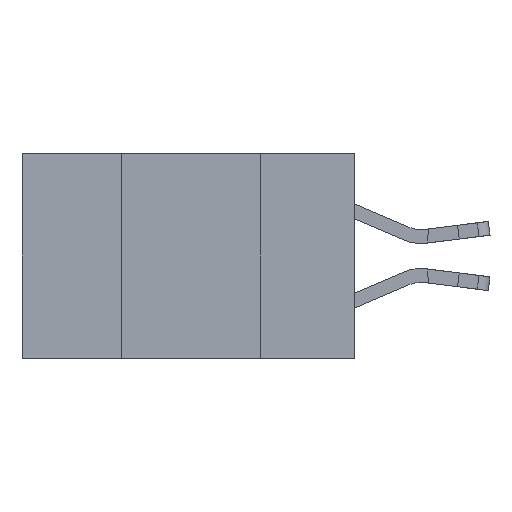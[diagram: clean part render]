
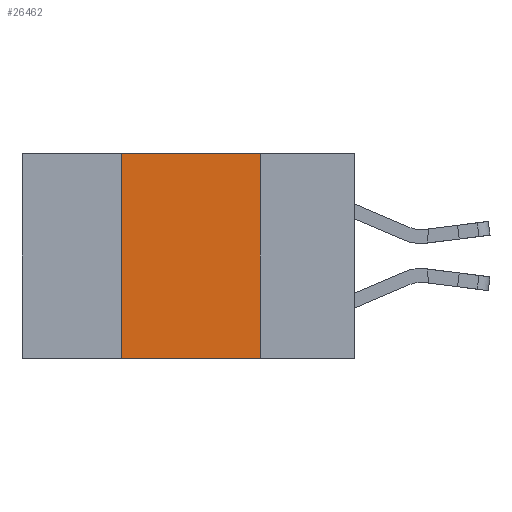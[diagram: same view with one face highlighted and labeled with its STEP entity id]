
A CAD part, left-side view. The second image highlights one B-rep face of the part: STEP entity #26462.
In plain terms, the highlighted planar face has unit normal (-1, 0, 0).
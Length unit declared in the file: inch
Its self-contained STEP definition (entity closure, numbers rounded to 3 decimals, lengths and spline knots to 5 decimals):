
#69 = LINE ( 'NONE', #688, #4544 ) ;
#264 = CARTESIAN_POINT ( 'NONE',  ( 0., 0.42, 0. ) ) ;
#364 = DIRECTION ( 'NONE',  ( 0., 0., 1. ) ) ;
#688 = CARTESIAN_POINT ( 'NONE',  ( 0., 0.6, -0.37 ) ) ;
#853 = VECTOR ( 'NONE', #364, 39.37008 ) ;
#1573 = EDGE_CURVE ( 'NONE', #3858, #26781, #23895, .T. ) ;
#1783 = EDGE_CURVE ( 'NONE', #15265, #3858, #19046, .T. ) ;
#2740 = FACE_OUTER_BOUND ( 'NONE', #7561, .T. ) ;
#3858 = VERTEX_POINT ( 'NONE', #7786 ) ;
#4259 = VERTEX_POINT ( 'NONE', #9348 ) ;
#4544 = VECTOR ( 'NONE', #26943, 39.37008 ) ;
#4819 = VECTOR ( 'NONE', #17210, 39.37008 ) ;
#5490 = LINE ( 'NONE', #28117, #4819 ) ;
#5637 = EDGE_CURVE ( 'NONE', #15265, #4259, #69, .T. ) ;
#7561 = EDGE_LOOP ( 'NONE', ( #18464, #25430, #25926, #8208 ) ) ;
#7786 = CARTESIAN_POINT ( 'NONE',  ( 0., 0.42, 0. ) ) ;
#8208 = ORIENTED_EDGE ( 'NONE', *, *, #5637, .T. ) ;
#9348 = CARTESIAN_POINT ( 'NONE',  ( 0., 0.17, -0.37 ) ) ;
#10901 = CARTESIAN_POINT ( 'NONE',  ( 0., 0.17, 0. ) ) ;
#12028 = EDGE_CURVE ( 'NONE', #26781, #4259, #5490, .T. ) ;
#14105 = CARTESIAN_POINT ( 'NONE',  ( 0., 0.6, 0. ) ) ;
#15265 = VERTEX_POINT ( 'NONE', #27703 ) ;
#16342 = PLANE ( 'NONE',  #22796 ) ;
#17210 = DIRECTION ( 'NONE',  ( 0., 0., -1. ) ) ;
#18036 = VECTOR ( 'NONE', #20902, 39.37008 ) ;
#18464 = ORIENTED_EDGE ( 'NONE', *, *, #12028, .F. ) ;
#18573 = DIRECTION ( 'NONE',  ( 0., 0., -1. ) ) ;
#19046 = LINE ( 'NONE', #264, #853 ) ;
#20902 = DIRECTION ( 'NONE',  ( 0., -1., 0. ) ) ;
#21014 = CARTESIAN_POINT ( 'NONE',  ( 0., 0.6, 0. ) ) ;
#22796 = AXIS2_PLACEMENT_3D ( 'NONE', #14105, #25102, #18573 ) ;
#23895 = LINE ( 'NONE', #21014, #18036 ) ;
#25102 = DIRECTION ( 'NONE',  ( 1., 0., 0. ) ) ;
#25430 = ORIENTED_EDGE ( 'NONE', *, *, #1573, .F. ) ;
#25926 = ORIENTED_EDGE ( 'NONE', *, *, #1783, .F. ) ;
#26462 = ADVANCED_FACE ( 'NONE', ( #2740 ), #16342, .F. ) ;
#26781 = VERTEX_POINT ( 'NONE', #10901 ) ;
#26943 = DIRECTION ( 'NONE',  ( 0., -1., 0. ) ) ;
#27703 = CARTESIAN_POINT ( 'NONE',  ( 0., 0.42, -0.37 ) ) ;
#28117 = CARTESIAN_POINT ( 'NONE',  ( 0., 0.17, 0. ) ) ;
